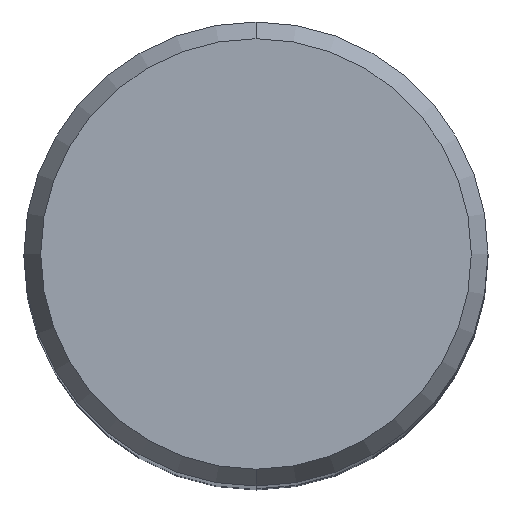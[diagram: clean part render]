
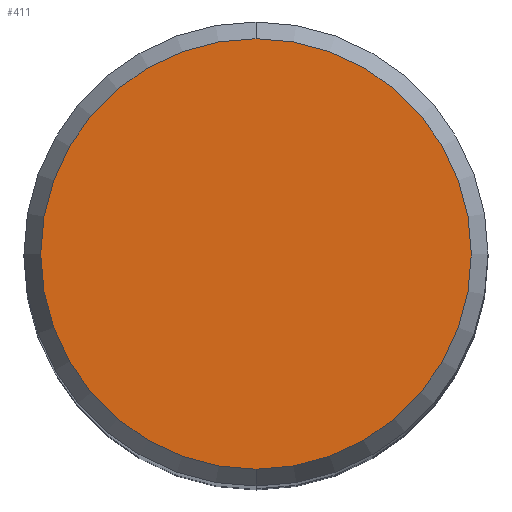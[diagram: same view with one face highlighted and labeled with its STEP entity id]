
A CAD part, top view. The second image highlights one B-rep face of the part: STEP entity #411.
In plain terms, the highlighted planar face has unit normal (0, 0, 1).
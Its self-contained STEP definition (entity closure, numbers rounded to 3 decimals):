
#325=EDGE_CURVE('',#515,#445,#694,.T.);
#411=ADVANCED_FACE('',(#793),#794,.T.);
#433=EDGE_CURVE('',#445,#515,#819,.T.);
#445=VERTEX_POINT('',#832);
#515=VERTEX_POINT('',#910);
#694=CIRCLE('',#1208,7.423);
#793=FACE_OUTER_BOUND('',#1461,.T.);
#794=PLANE('',#1462);
#819=CIRCLE('',#1496,7.423);
#832=CARTESIAN_POINT('',(0.0,7.423,0.0));
#910=CARTESIAN_POINT('',(0.,-7.423,0.0));
#1208=AXIS2_PLACEMENT_3D('',#1837,#1838,#1839);
#1461=EDGE_LOOP('',(#1958,#1959));
#1462=AXIS2_PLACEMENT_3D('',#1960,#1961,#1962);
#1496=AXIS2_PLACEMENT_3D('',#1996,#1997,#1998);
#1837=CARTESIAN_POINT('',(0.0,0.0,0.0));
#1838=DIRECTION('',(0.0,0.0,-1.0));
#1839=DIRECTION('',(0.0,1.0,0.0));
#1958=ORIENTED_EDGE('',*,*,#433,.F.);
#1959=ORIENTED_EDGE('',*,*,#325,.F.);
#1960=CARTESIAN_POINT('',(0.0,3.711,0.0));
#1961=DIRECTION('',(-0.0,0.0,1.0));
#1962=DIRECTION('',(0.0,-1.0,0.0));
#1996=CARTESIAN_POINT('',(0.0,0.0,0.0));
#1997=DIRECTION('',(0.0,0.0,-1.0));
#1998=DIRECTION('',(0.0,1.0,0.0));
